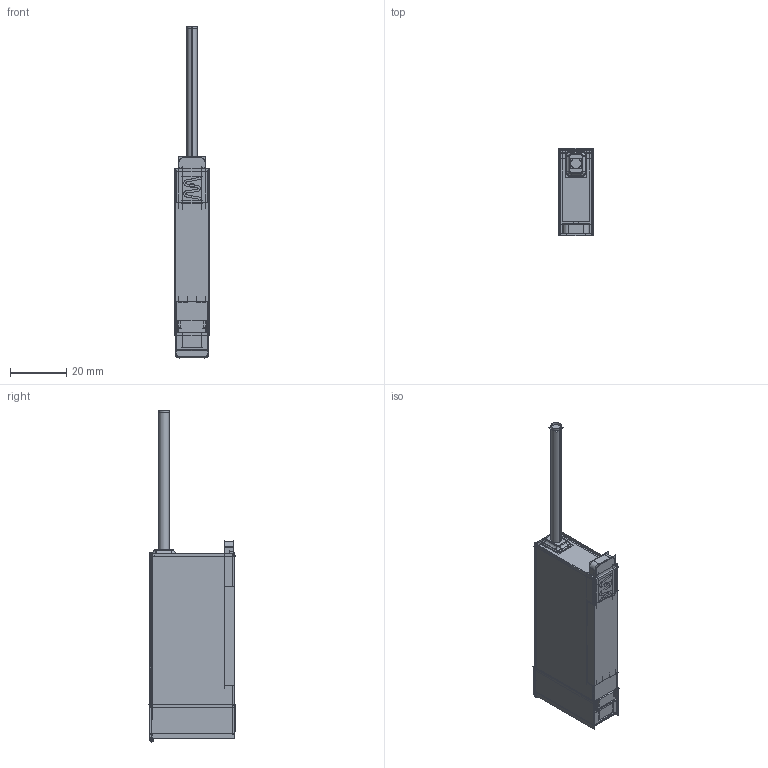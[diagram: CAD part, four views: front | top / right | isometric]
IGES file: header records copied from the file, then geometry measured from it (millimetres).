
Start section:  PTC IGES file: 159582.igs
Global section: file name: 159582.igs; native system: Creo Parametric by PTC Inc.; preprocessor: 2019292; author: PDMAdmin; organization: Unknown; date: 20220418.094554; units: millimetre
Bounding box: 12.47 x 31.17 x 118.34 mm (x, y, z)
Volume: 9031.4 mm3; surface area: 75101.8 mm2
Topology: 8 solids, 8 shells, 1040 faces, 5216 edges, 6502 vertices
Faces by surface type: bspline 574, revolution 466
